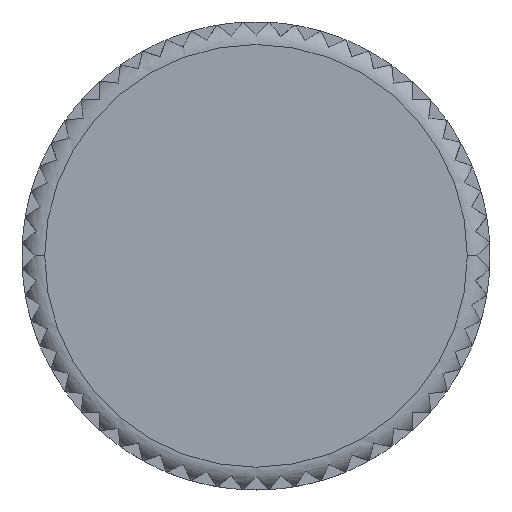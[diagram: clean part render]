
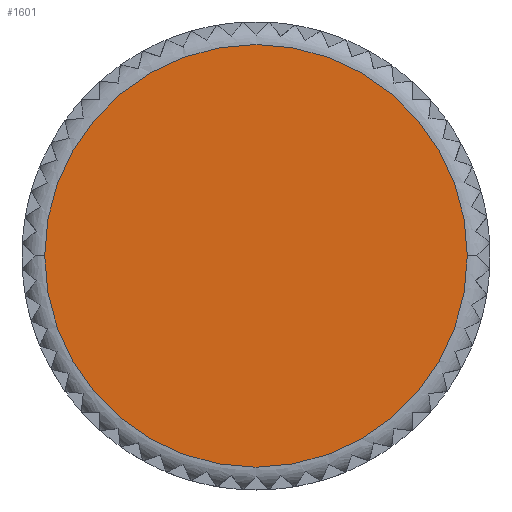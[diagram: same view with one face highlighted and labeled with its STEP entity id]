
A CAD part, top view. The second image highlights one B-rep face of the part: STEP entity #1601.
In plain terms, the highlighted planar face has unit normal (0, 0, 1).
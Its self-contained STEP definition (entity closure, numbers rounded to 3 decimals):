
#1573=EDGE_CURVE('',#1917,#3449,#3974,.T.);
#1601=ADVANCED_FACE('',(#4003),#4004,.T.);
#1917=VERTEX_POINT('',#4350);
#3365=EDGE_CURVE('',#3449,#1917,#5925,.T.);
#3449=VERTEX_POINT('',#6016);
#3974=CIRCLE('',#7005,14.0);
#4003=FACE_OUTER_BOUND('',#7065,.T.);
#4004=PLANE('',#7066);
#4350=CARTESIAN_POINT('',(14.0,0.,37.0));
#5925=CIRCLE('',#10987,14.0);
#6016=CARTESIAN_POINT('',(-14.0,0.,37.0));
#7005=AXIS2_PLACEMENT_3D('',#11732,#11733,#11734);
#7065=EDGE_LOOP('',(#11749,#11750));
#7066=AXIS2_PLACEMENT_3D('',#11751,#11752,#11753);
#10987=AXIS2_PLACEMENT_3D('',#13844,#13845,#13846);
#11732=CARTESIAN_POINT('',(0.0,0.,37.0));
#11733=DIRECTION('',(0.0,0.0,1.0));
#11734=DIRECTION('',(-1.0,0.,0.0));
#11749=ORIENTED_EDGE('',*,*,#3365,.T.);
#11750=ORIENTED_EDGE('',*,*,#1573,.T.);
#11751=CARTESIAN_POINT('',(-7.0,0.,37.0));
#11752=DIRECTION('',(0.0,0.0,1.0));
#11753=DIRECTION('',(-1.0,0.,0.0));
#13844=CARTESIAN_POINT('',(0.0,0.,37.0));
#13845=DIRECTION('',(0.0,0.0,1.0));
#13846=DIRECTION('',(-1.0,0.,0.0));
